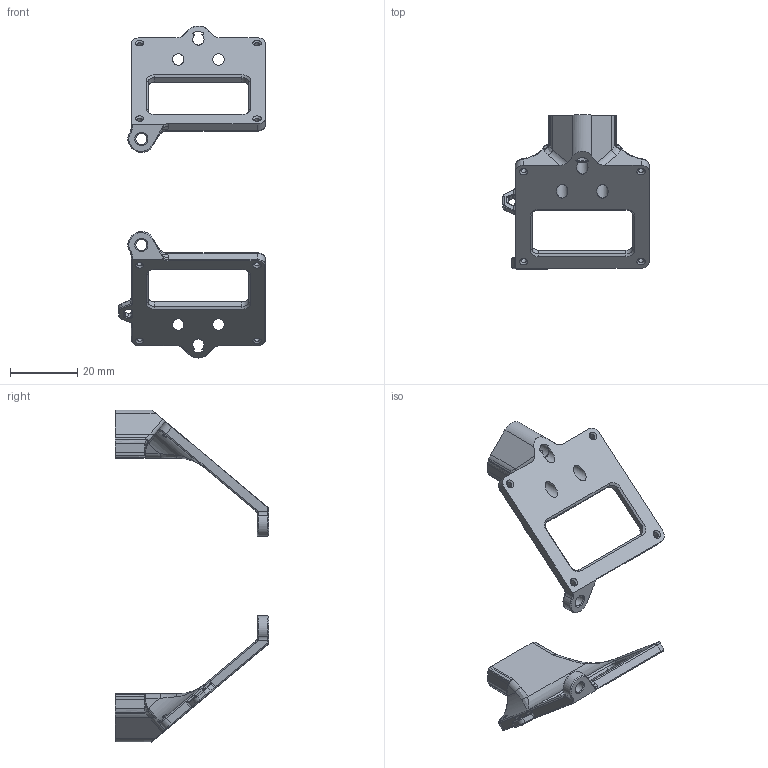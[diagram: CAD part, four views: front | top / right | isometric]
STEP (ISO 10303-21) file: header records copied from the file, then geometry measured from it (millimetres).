
FILE_DESCRIPTION(/* description */ (''),/* implementation_level */ '2;1');
FILE_NAME(/* name */ 'K3 Sherpa Mini Toolhead(Hidden main body) v1.step',/* time_stamp */ '2024-08-13T10:59:24+03:00',/* author */ (''),/* organization */ (''),/* preprocessor_version */ 'ST-DEVELOPER v20',/* originating_system */ 'Autodesk Translation Framework v13.14.0.145',/* authorisation */ '');
FILE_SCHEMA (('AUTOMOTIVE_DESIGN { 1 0 10303 214 3 1 1 }'));
Length unit declared in the file: millimetre
Products named in the file (1): K3 Sherpa Mini Toolhead(Hidden main body)
Bounding box: 43.8 x 45.8 x 98.99 mm (x, y, z)
Volume: 13535.5 mm3; surface area: 9465.9 mm2
Topology: 2 solids, 2 shells, 439 faces, 1086 edges, 630 vertices
Faces by surface type: bspline 132, plane 117, cylinder 109, cone 55, torus 26
Full cylindrical faces by diameter (mm): 1.5 x8, 3.3 x2, 3.4 x4, 4.8 x6
Entity records: 19483 total; most frequent: CARTESIAN_POINT 9864, ORIENTED_EDGE 2132, DIRECTION 1810, EDGE_CURVE 1066, AXIS2_PLACEMENT_3D 686, VERTEX_POINT 630, EDGE_LOOP 476, FACE_OUTER_BOUND 439
